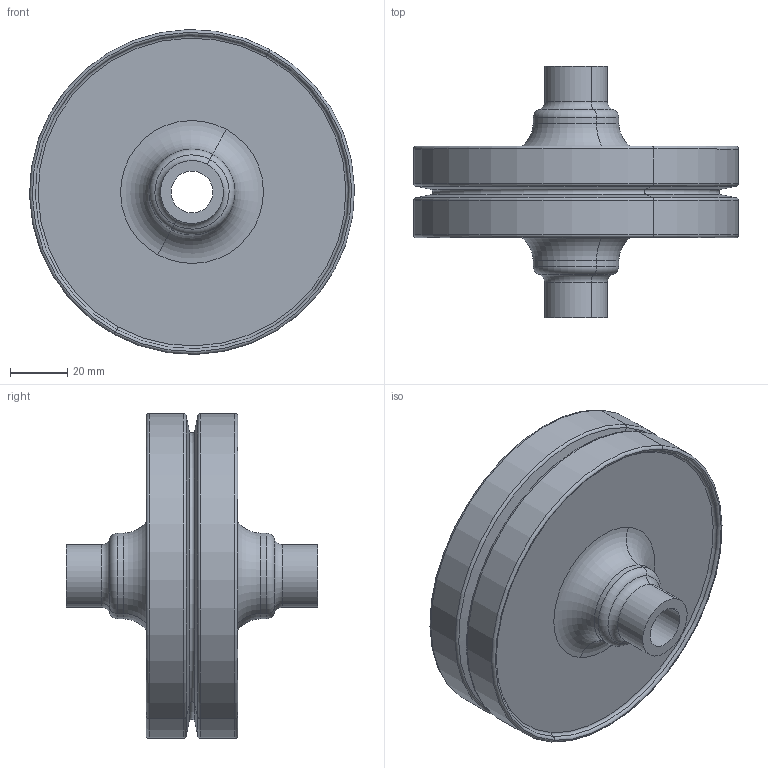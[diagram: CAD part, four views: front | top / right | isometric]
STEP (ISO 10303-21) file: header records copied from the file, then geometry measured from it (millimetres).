
FILE_DESCRIPTION(('CATIA V5 STEP Exchange'),'2;1');
FILE_NAME('Driving Pulley.stp','2023-03-08T18:27:12+00:00',('none'),('none'),'CATIA Version 5 Release 20 GA (IN-10)','CATIA V5 STEP AP203','none');
FILE_SCHEMA(('CONFIG_CONTROL_DESIGN'));
Length unit declared in the file: millimetre
Products named in the file (1): Driving Pulley
Bounding box: 113.72 x 88 x 113.72 mm (x, y, z)
Volume: 302630.1 mm3; surface area: 43013.1 mm2
Topology: 1 solids, 1 shells, 52 faces, 104 edges, 56 vertices
Faces by surface type: torus 30, cylinder 14, plane 4, cone 4
Entity records: 1254 total; most frequent: ORIENTED_EDGE 208, CARTESIAN_POINT 201, DIRECTION 184, AXIS2_PLACEMENT_3D 127, EDGE_CURVE 104, CIRCLE 86, EDGE_LOOP 56, VERTEX_POINT 56
